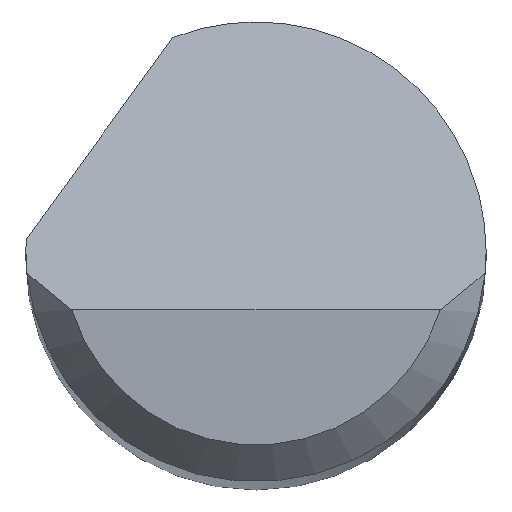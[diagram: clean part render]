
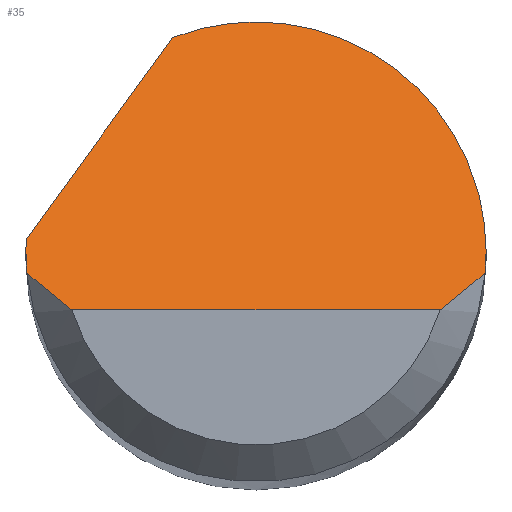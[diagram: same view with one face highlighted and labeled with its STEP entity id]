
A CAD part, top view. The second image highlights one B-rep face of the part: STEP entity #35.
In plain terms, the highlighted planar face has unit normal (0, 0.707, 0.707).
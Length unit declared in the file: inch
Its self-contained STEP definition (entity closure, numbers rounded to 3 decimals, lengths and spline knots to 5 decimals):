
#5 = CARTESIAN_POINT ( 'NONE',  ( -0.11014, -0.01781, 1.99406 ) ) ;
#6 = ORIENTED_EDGE ( 'NONE', *, *, #426, .F. ) ;
#11 = B_SPLINE_CURVE_WITH_KNOTS ( 'NONE', 3,
 ( #390, #96, #467, #347 ),
 .UNSPECIFIED., .F., .F.,
 ( 4, 4 ),
 ( 0., 0.00071 ),
 .UNSPECIFIED. ) ;
#15 = EDGE_CURVE ( 'NONE', #439, #329, #65, .T. ) ;
#26 = CARTESIAN_POINT ( 'NONE',  ( -0.09361, -0.00584, 1.98209 ) ) ;
#35 = ADVANCED_FACE ( 'NONE', ( #172 ), #63, .F. ) ;
#39 = CARTESIAN_POINT ( 'NONE',  ( -0.03394, 0.08739, 1.88886 ) ) ;
#51 = VECTOR ( 'NONE', #419, 39.37008 ) ;
#57 = VERTEX_POINT ( 'NONE', #284 ) ;
#60 =( BOUNDED_CURVE ( )  B_SPLINE_CURVE ( 3, ( #203, #166, #459, #356 ),
 .UNSPECIFIED., .F., .F. ) 
 B_SPLINE_CURVE_WITH_KNOTS ( ( 4, 4 ),
 ( 4.71239, 4.76575 ),
 .UNSPECIFIED. ) 
 CURVE ( )  GEOMETRIC_REPRESENTATION_ITEM ( )  RATIONAL_B_SPLINE_CURVE ( ( 1., 1., 1., 1. ) ) 
 REPRESENTATION_ITEM ( '' )  );
#61 = B_SPLINE_CURVE_WITH_KNOTS ( 'NONE', 3,
 ( #394, #331, #115, #228 ),
 .UNSPECIFIED., .F., .F.,
 ( 4, 4 ),
 ( 0., 0.00071 ),
 .UNSPECIFIED. ) ;
#63 = PLANE ( 'NONE',  #191 ) ;
#65 =( BOUNDED_CURVE ( )  B_SPLINE_CURVE ( 3, ( #99, #353, #71, #101 ),
 .UNSPECIFIED., .F., .T. ) 
 B_SPLINE_CURVE_WITH_KNOTS ( ( 4, 4 ),
 ( 1.5708, 1.66427 ),
 .UNSPECIFIED. ) 
 CURVE ( )  GEOMETRIC_REPRESENTATION_ITEM ( )  RATIONAL_B_SPLINE_CURVE ( ( 1., 0.999, 0.999, 1. ) ) 
 REPRESENTATION_ITEM ( '' )  );
#71 = CARTESIAN_POINT ( 'NONE',  ( 0.09361, -0.00584, 1.98209 ) ) ;
#85 = EDGE_LOOP ( 'NONE', ( #268, #362, #153, #6, #159, #187, #91, #454 ) ) ;
#91 = ORIENTED_EDGE ( 'NONE', *, *, #246, .F. ) ;
#96 = CARTESIAN_POINT ( 'NONE',  ( -0.08761, -0.01397, 1.99022 ) ) ;
#99 = CARTESIAN_POINT ( 'NONE',  ( 0.09375, 0., 1.97625 ) ) ;
#101 = CARTESIAN_POINT ( 'NONE',  ( 0.09334, -0.00875, 1.985 ) ) ;
#107 = EDGE_CURVE ( 'NONE', #196, #329, #61, .T. ) ;
#111 = CARTESIAN_POINT ( 'NONE',  ( 0.09375, 0., 1.97625 ) ) ;
#115 = CARTESIAN_POINT ( 'NONE',  ( 0.08761, -0.01397, 1.99022 ) ) ;
#124 = DIRECTION ( 'NONE',  ( 0.456, 0.629, -0.629 ) ) ;
#139 = DIRECTION ( 'NONE',  ( 0., 0.707, -0.707 ) ) ;
#143 = CARTESIAN_POINT ( 'NONE',  ( -0.07508, -0.02375, 2. ) ) ;
#153 = ORIENTED_EDGE ( 'NONE', *, *, #15, .F. ) ;
#159 = ORIENTED_EDGE ( 'NONE', *, *, #206, .F. ) ;
#166 = CARTESIAN_POINT ( 'NONE',  ( -0.09375, 0.00167, 1.97458 ) ) ;
#172 = FACE_OUTER_BOUND ( 'NONE', #85, .T. ) ;
#185 =( BOUNDED_CURVE ( )  B_SPLINE_CURVE ( 3, ( #39, #214, #322, #111 ),
 .UNSPECIFIED., .F., .T. ) 
 B_SPLINE_CURVE_WITH_KNOTS ( ( 4, 4 ),
 ( 5.91277, 7.85398 ),
 .UNSPECIFIED. ) 
 CURVE ( )  GEOMETRIC_REPRESENTATION_ITEM ( )  RATIONAL_B_SPLINE_CURVE ( ( 1., 0.71, 0.71, 1. ) ) 
 REPRESENTATION_ITEM ( '' )  );
#187 = ORIENTED_EDGE ( 'NONE', *, *, #389, .F. ) ;
#191 = AXIS2_PLACEMENT_3D ( 'NONE', #215, #413, #139 ) ;
#196 = VERTEX_POINT ( 'NONE', #368 ) ;
#197 = CARTESIAN_POINT ( 'NONE',  ( 0.09334, -0.00875, 1.985 ) ) ;
#200 = CARTESIAN_POINT ( 'NONE',  ( -0.09375, 0., 1.97625 ) ) ;
#203 = CARTESIAN_POINT ( 'NONE',  ( -0.09375, 0., 1.97625 ) ) ;
#206 = EDGE_CURVE ( 'NONE', #308, #240, #273, .T. ) ;
#214 = CARTESIAN_POINT ( 'NONE',  ( 0.03379, 0.11369, 1.86256 ) ) ;
#215 = CARTESIAN_POINT ( 'NONE',  ( -0.09375, -0.02375, 2. ) ) ;
#228 = CARTESIAN_POINT ( 'NONE',  ( 0.09334, -0.00875, 1.985 ) ) ;
#240 = VERTEX_POINT ( 'NONE', #377 ) ;
#241 = CARTESIAN_POINT ( 'NONE',  ( -0.09375, -0.00292, 1.97917 ) ) ;
#246 = EDGE_CURVE ( 'NONE', #57, #376, #319, .T. ) ;
#268 = ORIENTED_EDGE ( 'NONE', *, *, #345, .T. ) ;
#273 = LINE ( 'NONE', #5, #406 ) ;
#280 = CARTESIAN_POINT ( 'NONE',  ( -0.09334, -0.00875, 1.985 ) ) ;
#282 = CARTESIAN_POINT ( 'NONE',  ( -0.09362, 0.005, 1.97125 ) ) ;
#284 = CARTESIAN_POINT ( 'NONE',  ( -0.09334, -0.00875, 1.985 ) ) ;
#308 = VERTEX_POINT ( 'NONE', #282 ) ;
#313 = EDGE_CURVE ( 'NONE', #57, #456, #11, .T. ) ;
#319 =( BOUNDED_CURVE ( )  B_SPLINE_CURVE ( 3, ( #280, #26, #241, #416 ),
 .UNSPECIFIED., .F., .T. ) 
 B_SPLINE_CURVE_WITH_KNOTS ( ( 4, 4 ),
 ( 4.61892, 4.71239 ),
 .UNSPECIFIED. ) 
 CURVE ( )  GEOMETRIC_REPRESENTATION_ITEM ( )  RATIONAL_B_SPLINE_CURVE ( ( 1., 0.999, 0.999, 1. ) ) 
 REPRESENTATION_ITEM ( '' )  );
#322 = CARTESIAN_POINT ( 'NONE',  ( 0.09375, 0.07266, 1.90359 ) ) ;
#329 = VERTEX_POINT ( 'NONE', #197 ) ;
#331 = CARTESIAN_POINT ( 'NONE',  ( 0.08157, -0.019, 1.99525 ) ) ;
#345 = EDGE_CURVE ( 'NONE', #456, #196, #352, .T. ) ;
#347 = CARTESIAN_POINT ( 'NONE',  ( -0.07508, -0.02375, 2. ) ) ;
#352 = LINE ( 'NONE', #462, #51 ) ;
#353 = CARTESIAN_POINT ( 'NONE',  ( 0.09375, -0.00292, 1.97917 ) ) ;
#356 = CARTESIAN_POINT ( 'NONE',  ( -0.09362, 0.005, 1.97125 ) ) ;
#362 = ORIENTED_EDGE ( 'NONE', *, *, #107, .T. ) ;
#368 = CARTESIAN_POINT ( 'NONE',  ( 0.07508, -0.02375, 2. ) ) ;
#376 = VERTEX_POINT ( 'NONE', #200 ) ;
#377 = CARTESIAN_POINT ( 'NONE',  ( -0.03394, 0.08739, 1.88886 ) ) ;
#389 = EDGE_CURVE ( 'NONE', #376, #308, #60, .T. ) ;
#390 = CARTESIAN_POINT ( 'NONE',  ( -0.09334, -0.00875, 1.985 ) ) ;
#394 = CARTESIAN_POINT ( 'NONE',  ( 0.07508, -0.02375, 2. ) ) ;
#406 = VECTOR ( 'NONE', #124, 39.37008 ) ;
#413 = DIRECTION ( 'NONE',  ( 0., -0.707, -0.707 ) ) ;
#416 = CARTESIAN_POINT ( 'NONE',  ( -0.09375, 0., 1.97625 ) ) ;
#419 = DIRECTION ( 'NONE',  ( 1., 0., 0. ) ) ;
#426 = EDGE_CURVE ( 'NONE', #240, #439, #185, .T. ) ;
#439 = VERTEX_POINT ( 'NONE', #473 ) ;
#454 = ORIENTED_EDGE ( 'NONE', *, *, #313, .T. ) ;
#456 = VERTEX_POINT ( 'NONE', #143 ) ;
#459 = CARTESIAN_POINT ( 'NONE',  ( -0.09371, 0.00333, 1.97292 ) ) ;
#462 = CARTESIAN_POINT ( 'NONE',  ( 0., -0.02375, 2. ) ) ;
#467 = CARTESIAN_POINT ( 'NONE',  ( -0.08157, -0.019, 1.99525 ) ) ;
#473 = CARTESIAN_POINT ( 'NONE',  ( 0.09375, 0., 1.97625 ) ) ;
